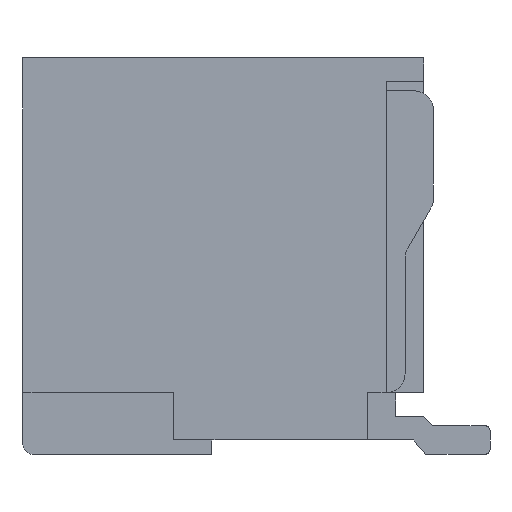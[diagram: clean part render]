
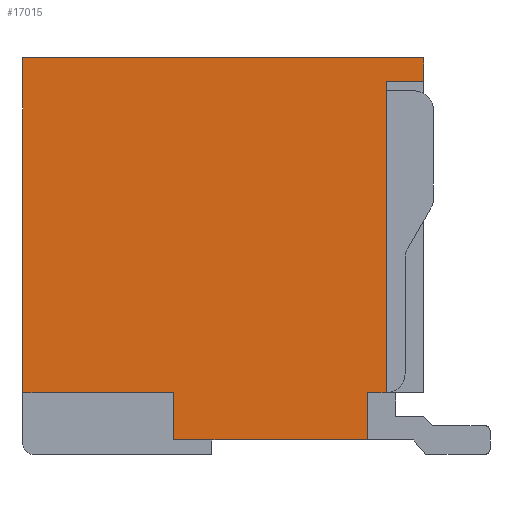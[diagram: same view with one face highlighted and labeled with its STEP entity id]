
A CAD part, left-side view. The second image highlights one B-rep face of the part: STEP entity #17015.
In plain terms, the highlighted planar face has unit normal (-1, 0, 0).
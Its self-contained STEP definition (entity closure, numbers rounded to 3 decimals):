
#403 = LINE ( 'NONE', #11824, #13514 ) ;
#765 = LINE ( 'NONE', #14335, #13416 ) ;
#837 = VERTEX_POINT ( 'NONE', #2336 ) ;
#967 = LINE ( 'NONE', #24008, #12255 ) ;
#1265 = CARTESIAN_POINT ( 'NONE',  ( -4.125, -1.578, 0. ) ) ;
#1297 = EDGE_CURVE ( 'NONE', #18542, #19940, #16759, .T. ) ;
#1627 = DIRECTION ( 'NONE',  ( 0., 0., -1. ) ) ;
#1929 = ORIENTED_EDGE ( 'NONE', *, *, #14267, .F. ) ;
#2336 = CARTESIAN_POINT ( 'NONE',  ( -4.125, -1.578, 0.5 ) ) ;
#2777 = EDGE_CURVE ( 'NONE', #24454, #837, #4250, .T. ) ;
#2982 = CARTESIAN_POINT ( 'NONE',  ( -4.125, 2.072, 4.05 ) ) ;
#3259 = CARTESIAN_POINT ( 'NONE',  ( -4.125, -1.778, 3.8 ) ) ;
#3307 = EDGE_CURVE ( 'NONE', #19940, #11763, #967, .T. ) ;
#3355 = LINE ( 'NONE', #9272, #19101 ) ;
#3805 = VECTOR ( 'NONE', #15693, 1000. ) ;
#4242 = DIRECTION ( 'NONE',  ( 1., 0., 0. ) ) ;
#4250 = LINE ( 'NONE', #17814, #16335 ) ;
#5048 = ORIENTED_EDGE ( 'NONE', *, *, #13556, .F. ) ;
#5143 = VERTEX_POINT ( 'NONE', #2982 ) ;
#5210 = ORIENTED_EDGE ( 'NONE', *, *, #1297, .F. ) ;
#5868 = VERTEX_POINT ( 'NONE', #3259 ) ;
#6182 = CARTESIAN_POINT ( 'NONE',  ( -4.125, 2.072, 0.5 ) ) ;
#6371 = DIRECTION ( 'NONE',  ( 0., 0., -1. ) ) ;
#6377 = LINE ( 'NONE', #19964, #3805 ) ;
#6472 = ORIENTED_EDGE ( 'NONE', *, *, #11334, .F. ) ;
#7131 = ORIENTED_EDGE ( 'NONE', *, *, #2777, .F. ) ;
#8108 = CARTESIAN_POINT ( 'NONE',  ( -4.125, -1.578, 0. ) ) ;
#8611 = ORIENTED_EDGE ( 'NONE', *, *, #18817, .F. ) ;
#9272 = CARTESIAN_POINT ( 'NONE',  ( -4.125, 2.072, 4.05 ) ) ;
#9548 = LINE ( 'NONE', #24937, #11795 ) ;
#9765 = AXIS2_PLACEMENT_3D ( 'NONE', #17697, #4242, #6371 ) ;
#9955 = CARTESIAN_POINT ( 'NONE',  ( -4.125, -1.778, 0.5 ) ) ;
#10347 = DIRECTION ( 'NONE',  ( 0., 1., 0. ) ) ;
#10518 = ORIENTED_EDGE ( 'NONE', *, *, #15353, .T. ) ;
#10668 = DIRECTION ( 'NONE',  ( 0., 0., -1. ) ) ;
#10749 = DIRECTION ( 'NONE',  ( 0., 1., 0. ) ) ;
#10922 = LINE ( 'NONE', #1265, #23510 ) ;
#11334 = EDGE_CURVE ( 'NONE', #19214, #5868, #9548, .T. ) ;
#11763 = VERTEX_POINT ( 'NONE', #6182 ) ;
#11795 = VECTOR ( 'NONE', #22889, 1000. ) ;
#11824 = CARTESIAN_POINT ( 'NONE',  ( -4.125, 2.072, 4.05 ) ) ;
#11947 = DIRECTION ( 'NONE',  ( 0., 0., -1. ) ) ;
#12255 = VECTOR ( 'NONE', #10749, 1000. ) ;
#12932 = LINE ( 'NONE', #22765, #22816 ) ;
#13395 = CARTESIAN_POINT ( 'NONE',  ( -4.125, 0.472, 0. ) ) ;
#13416 = VECTOR ( 'NONE', #10668, 1000. ) ;
#13514 = VECTOR ( 'NONE', #11947, 1000. ) ;
#13556 = EDGE_CURVE ( 'NONE', #20611, #19214, #12932, .T. ) ;
#13631 = EDGE_LOOP ( 'NONE', ( #10518, #20894, #5210, #23475, #1929, #7131, #8611, #6472, #5048, #16775 ) ) ;
#13915 = EDGE_CURVE ( 'NONE', #18542, #16346, #6377, .T. ) ;
#14267 = EDGE_CURVE ( 'NONE', #837, #16346, #10922, .T. ) ;
#14335 = CARTESIAN_POINT ( 'NONE',  ( -4.125, -1.778, 0.5 ) ) ;
#14864 = CARTESIAN_POINT ( 'NONE',  ( -4.125, 0.472, 0. ) ) ;
#15190 = FACE_OUTER_BOUND ( 'NONE', #13631, .T. ) ;
#15353 = EDGE_CURVE ( 'NONE', #5143, #11763, #403, .T. ) ;
#15693 = DIRECTION ( 'NONE',  ( 0., -1., 0. ) ) ;
#16112 = CARTESIAN_POINT ( 'NONE',  ( -4.125, 0.472, 0.5 ) ) ;
#16335 = VECTOR ( 'NONE', #10347, 1000. ) ;
#16346 = VERTEX_POINT ( 'NONE', #8108 ) ;
#16759 = LINE ( 'NONE', #14864, #20547 ) ;
#16775 = ORIENTED_EDGE ( 'NONE', *, *, #19266, .F. ) ;
#17015 = ADVANCED_FACE ( 'NONE', ( #15190 ), #22852, .F. ) ;
#17697 = CARTESIAN_POINT ( 'NONE',  ( -4.125, 2.072, 4.05 ) ) ;
#17814 = CARTESIAN_POINT ( 'NONE',  ( -4.125, -2.178, 0.5 ) ) ;
#18212 = CARTESIAN_POINT ( 'NONE',  ( -4.125, -2.178, 3.8 ) ) ;
#18401 = DIRECTION ( 'NONE',  ( 0., 0., 1. ) ) ;
#18542 = VERTEX_POINT ( 'NONE', #13395 ) ;
#18817 = EDGE_CURVE ( 'NONE', #5868, #24454, #765, .T. ) ;
#18889 = DIRECTION ( 'NONE',  ( 0., 0., -1. ) ) ;
#19101 = VECTOR ( 'NONE', #20361, 1000. ) ;
#19214 = VERTEX_POINT ( 'NONE', #18212 ) ;
#19266 = EDGE_CURVE ( 'NONE', #5143, #20611, #3355, .T. ) ;
#19940 = VERTEX_POINT ( 'NONE', #16112 ) ;
#19964 = CARTESIAN_POINT ( 'NONE',  ( -4.125, 2.072, 0. ) ) ;
#20361 = DIRECTION ( 'NONE',  ( 0., -1., 0. ) ) ;
#20547 = VECTOR ( 'NONE', #18401, 1000. ) ;
#20611 = VERTEX_POINT ( 'NONE', #22551 ) ;
#20894 = ORIENTED_EDGE ( 'NONE', *, *, #3307, .F. ) ;
#22551 = CARTESIAN_POINT ( 'NONE',  ( -4.125, -2.178, 4.05 ) ) ;
#22765 = CARTESIAN_POINT ( 'NONE',  ( -4.125, -2.178, 4.05 ) ) ;
#22816 = VECTOR ( 'NONE', #18889, 1000. ) ;
#22852 = PLANE ( 'NONE',  #9765 ) ;
#22889 = DIRECTION ( 'NONE',  ( 0., 1., 0. ) ) ;
#23475 = ORIENTED_EDGE ( 'NONE', *, *, #13915, .T. ) ;
#23510 = VECTOR ( 'NONE', #1627, 1000. ) ;
#24008 = CARTESIAN_POINT ( 'NONE',  ( -4.125, 2.072, 0.5 ) ) ;
#24454 = VERTEX_POINT ( 'NONE', #9955 ) ;
#24937 = CARTESIAN_POINT ( 'NONE',  ( -4.125, -2.178, 3.8 ) ) ;
